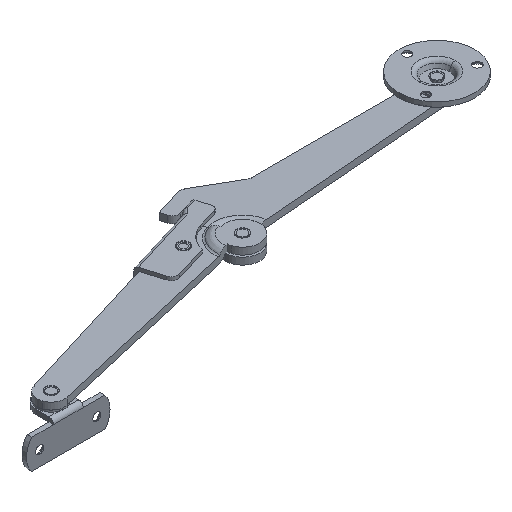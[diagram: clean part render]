
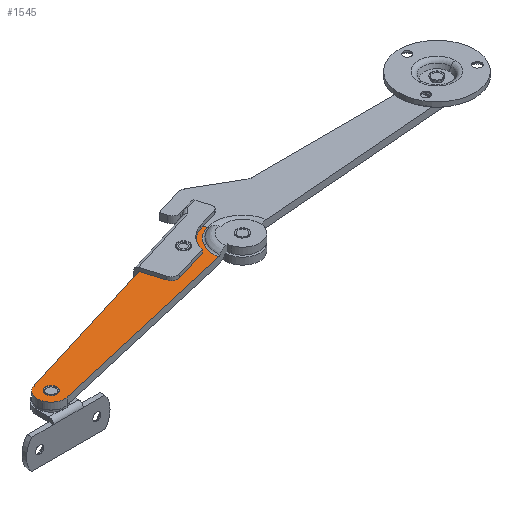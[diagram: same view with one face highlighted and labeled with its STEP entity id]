
A CAD part, isometric view. The second image highlights one B-rep face of the part: STEP entity #1545.
In plain terms, the highlighted planar face has unit normal (0, 0, 1).
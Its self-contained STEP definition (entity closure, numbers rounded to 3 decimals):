
#249 = VERTEX_POINT ( 'NONE', #2516 ) ;
#251 = VERTEX_POINT ( 'NONE', #2505 ) ;
#254 = EDGE_CURVE ( 'NONE', #249, #251, #2500, .T. ) ;
#537 = EDGE_CURVE ( 'NONE', #598, #599, #2969, .T. ) ;
#597 = VERTEX_POINT ( 'NONE', #3077 ) ;
#598 = VERTEX_POINT ( 'NONE', #3076 ) ;
#599 = VERTEX_POINT ( 'NONE', #3075 ) ;
#600 = VERTEX_POINT ( 'NONE', #3074 ) ;
#601 = EDGE_CURVE ( 'NONE', #600, #597, #3072, .T. ) ;
#1465 = VERTEX_POINT ( 'NONE', #4629 ) ;
#1499 = EDGE_CURVE ( 'NONE', #1520, #1500, #4733, .T. ) ;
#1500 = VERTEX_POINT ( 'NONE', #4729 ) ;
#1520 = VERTEX_POINT ( 'NONE', #4768 ) ;
#1522 = EDGE_CURVE ( 'NONE', #1520, #1465, #4766, .T. ) ;
#1528 = ORIENTED_EDGE ( 'NONE', *, *, #1566, .T. ) ;
#1529 = EDGE_LOOP ( 'NONE', ( #1530, #1532 ) ) ;
#1530 = ORIENTED_EDGE ( 'NONE', *, *, #537, .F. ) ;
#1532 = ORIENTED_EDGE ( 'NONE', *, *, #1533, .F. ) ;
#1533 = EDGE_CURVE ( 'NONE', #599, #598, #4753, .T. ) ;
#1534 = EDGE_LOOP ( 'NONE', ( #1535, #1539, #1541, #1542, #1605 ) ) ;
#1535 = ORIENTED_EDGE ( 'NONE', *, *, #1536, .F. ) ;
#1536 = EDGE_CURVE ( 'NONE', #1537, #1538, #4811, .T. ) ;
#1537 = VERTEX_POINT ( 'NONE', #4807 ) ;
#1538 = VERTEX_POINT ( 'NONE', #4806 ) ;
#1539 = ORIENTED_EDGE ( 'NONE', *, *, #1540, .F. ) ;
#1540 = EDGE_CURVE ( 'NONE', #251, #1537, #4805, .T. ) ;
#1541 = ORIENTED_EDGE ( 'NONE', *, *, #254, .F. ) ;
#1542 = ORIENTED_EDGE ( 'NONE', *, *, #1543, .F. ) ;
#1543 = EDGE_CURVE ( 'NONE', #1604, #249, #4800, .T. ) ;
#1545 = ADVANCED_FACE ( 'NONE', ( #4796, #4795, #4794 ), #4793, .T. ) ;
#1546 = ORIENTED_EDGE ( 'NONE', *, *, #1522, .F. ) ;
#1547 = ORIENTED_EDGE ( 'NONE', *, *, #1499, .T. ) ;
#1548 = ORIENTED_EDGE ( 'NONE', *, *, #1549, .T. ) ;
#1549 = EDGE_CURVE ( 'NONE', #1500, #1550, #4788, .T. ) ;
#1550 = VERTEX_POINT ( 'NONE', #4783 ) ;
#1551 = ORIENTED_EDGE ( 'NONE', *, *, #1552, .T. ) ;
#1552 = EDGE_CURVE ( 'NONE', #1550, #1553, #4782, .T. ) ;
#1553 = VERTEX_POINT ( 'NONE', #4842 ) ;
#1554 = ORIENTED_EDGE ( 'NONE', *, *, #1555, .T. ) ;
#1555 = EDGE_CURVE ( 'NONE', #1553, #600, #4841, .T. ) ;
#1556 = ORIENTED_EDGE ( 'NONE', *, *, #601, .T. ) ;
#1566 = EDGE_CURVE ( 'NONE', #597, #1465, #4832, .T. ) ;
#1568 = EDGE_LOOP ( 'NONE', ( #1546, #1547, #1548, #1551, #1554, #1556, #1528 ) ) ;
#1604 = VERTEX_POINT ( 'NONE', #4904 ) ;
#1605 = ORIENTED_EDGE ( 'NONE', *, *, #1606, .F. ) ;
#1606 = EDGE_CURVE ( 'NONE', #1538, #1604, #4902, .T. ) ;
#2496 = DIRECTION ( 'NONE',  ( -1., 0., 0. ) ) ;
#2497 = DIRECTION ( 'NONE',  ( 0., 0., 1. ) ) ;
#2498 = CARTESIAN_POINT ( 'NONE',  ( -28., 13., 3. ) ) ;
#2499 = AXIS2_PLACEMENT_3D ( 'NONE', #2498, #2497, #2496 ) ;
#2500 = CIRCLE ( 'NONE', #2499, 2. ) ;
#2505 = CARTESIAN_POINT ( 'NONE',  ( -30., 13., 3. ) ) ;
#2516 = CARTESIAN_POINT ( 'NONE',  ( -28., 15., 3. ) ) ;
#2965 = DIRECTION ( 'NONE',  ( 1., 0., 0. ) ) ;
#2966 = DIRECTION ( 'NONE',  ( 0., 0., 1. ) ) ;
#2967 = CARTESIAN_POINT ( 'NONE',  ( -100., 14., 3. ) ) ;
#2968 = AXIS2_PLACEMENT_3D ( 'NONE', #2967, #2966, #2965 ) ;
#2969 = CIRCLE ( 'NONE', #2968, 2.1 ) ;
#3068 = DIRECTION ( 'NONE',  ( 1., 0., 0. ) ) ;
#3069 = DIRECTION ( 'NONE',  ( 0., 0., 1. ) ) ;
#3070 = CARTESIAN_POINT ( 'NONE',  ( -100., 14., 3. ) ) ;
#3071 = AXIS2_PLACEMENT_3D ( 'NONE', #3070, #3069, #3068 ) ;
#3072 = CIRCLE ( 'NONE', #3071, 6. ) ;
#3074 = CARTESIAN_POINT ( 'NONE',  ( -106., 14., 3. ) ) ;
#3075 = CARTESIAN_POINT ( 'NONE',  ( -97.9, 14., 3. ) ) ;
#3076 = CARTESIAN_POINT ( 'NONE',  ( -102.1, 14., 3. ) ) ;
#3077 = CARTESIAN_POINT ( 'NONE',  ( -100.419, 8.015, 3. ) ) ;
#4629 = CARTESIAN_POINT ( 'NONE',  ( -12.266, 1.85, 3. ) ) ;
#4729 = CARTESIAN_POINT ( 'NONE',  ( 0., 18., 3. ) ) ;
#4730 = DIRECTION ( 'NONE',  ( 0., 1., 0. ) ) ;
#4731 = VECTOR ( 'NONE', #4730, 1000. ) ;
#4732 = CARTESIAN_POINT ( 'NONE',  ( 0., 7.5, 3. ) ) ;
#4733 = LINE ( 'NONE', #4732, #4731 ) ;
#4745 = DIRECTION ( 'NONE',  ( 1., 0., 0. ) ) ;
#4746 = DIRECTION ( 'NONE',  ( 0., 0., 1. ) ) ;
#4747 = CARTESIAN_POINT ( 'NONE',  ( -100., 14., 3. ) ) ;
#4748 = AXIS2_PLACEMENT_3D ( 'NONE', #4747, #4746, #4745 ) ;
#4753 = CIRCLE ( 'NONE', #4748, 2.1 ) ;
#4762 = DIRECTION ( 'NONE',  ( 1., 0., 0. ) ) ;
#4763 = DIRECTION ( 'NONE',  ( 0., 0., 1. ) ) ;
#4764 = CARTESIAN_POINT ( 'NONE',  ( 0., 0., 3. ) ) ;
#4765 = AXIS2_PLACEMENT_3D ( 'NONE', #4764, #4763, #4762 ) ;
#4766 = CIRCLE ( 'NONE', #4765, 12.404 ) ;
#4768 = CARTESIAN_POINT ( 'NONE',  ( 0., 12.404, 3. ) ) ;
#4779 = DIRECTION ( 'NONE',  ( -1., 0., 0. ) ) ;
#4780 = VECTOR ( 'NONE', #4779, 1000. ) ;
#4781 = CARTESIAN_POINT ( 'NONE',  ( -2., 20., 3. ) ) ;
#4782 = LINE ( 'NONE', #4781, #4780 ) ;
#4783 = CARTESIAN_POINT ( 'NONE',  ( -2., 20., 3. ) ) ;
#4784 = DIRECTION ( 'NONE',  ( 1., 0., 0. ) ) ;
#4785 = DIRECTION ( 'NONE',  ( 0., 0., 1. ) ) ;
#4786 = CARTESIAN_POINT ( 'NONE',  ( -2., 18., 3. ) ) ;
#4787 = AXIS2_PLACEMENT_3D ( 'NONE', #4786, #4785, #4784 ) ;
#4788 = CIRCLE ( 'NONE', #4787, 2. ) ;
#4789 = DIRECTION ( 'NONE',  ( 1., 0., 0. ) ) ;
#4790 = DIRECTION ( 'NONE',  ( 0., 0., 1. ) ) ;
#4791 = CARTESIAN_POINT ( 'NONE',  ( 0., 0., 3. ) ) ;
#4792 = AXIS2_PLACEMENT_3D ( 'NONE', #4791, #4790, #4789 ) ;
#4793 = PLANE ( 'NONE',  #4792 ) ;
#4794 = FACE_BOUND ( 'NONE', #1534, .T. ) ;
#4795 = FACE_BOUND ( 'NONE', #1529, .T. ) ;
#4796 = FACE_OUTER_BOUND ( 'NONE', #1568, .T. ) ;
#4797 = DIRECTION ( 'NONE',  ( -1., 0., 0. ) ) ;
#4798 = VECTOR ( 'NONE', #4797, 1000. ) ;
#4799 = CARTESIAN_POINT ( 'NONE',  ( -28., 15., 3. ) ) ;
#4800 = LINE ( 'NONE', #4799, #4798 ) ;
#4801 = DIRECTION ( 'NONE',  ( -1., 0., 0. ) ) ;
#4802 = DIRECTION ( 'NONE',  ( 0., 0., 1. ) ) ;
#4803 = CARTESIAN_POINT ( 'NONE',  ( -28., 13., 3. ) ) ;
#4804 = AXIS2_PLACEMENT_3D ( 'NONE', #4803, #4802, #4801 ) ;
#4805 = CIRCLE ( 'NONE', #4804, 2. ) ;
#4806 = CARTESIAN_POINT ( 'NONE',  ( -14., 11., 3. ) ) ;
#4807 = CARTESIAN_POINT ( 'NONE',  ( -28., 11., 3. ) ) ;
#4808 = DIRECTION ( 'NONE',  ( 1., 0., 0. ) ) ;
#4809 = VECTOR ( 'NONE', #4808, 1000. ) ;
#4810 = CARTESIAN_POINT ( 'NONE',  ( -14., 11., 3. ) ) ;
#4811 = LINE ( 'NONE', #4810, #4809 ) ;
#4829 = DIRECTION ( 'NONE',  ( 0.998, -0.07, 0. ) ) ;
#4830 = VECTOR ( 'NONE', #4829, 1000. ) ;
#4831 = CARTESIAN_POINT ( 'NONE',  ( -100.419, 8.015, 3. ) ) ;
#4832 = LINE ( 'NONE', #4831, #4830 ) ;
#4837 = DIRECTION ( 'NONE',  ( 1., 0., 0. ) ) ;
#4838 = DIRECTION ( 'NONE',  ( 0., 0., 1. ) ) ;
#4839 = CARTESIAN_POINT ( 'NONE',  ( -100., 14., 3. ) ) ;
#4840 = AXIS2_PLACEMENT_3D ( 'NONE', #4839, #4838, #4837 ) ;
#4841 = CIRCLE ( 'NONE', #4840, 6. ) ;
#4842 = CARTESIAN_POINT ( 'NONE',  ( -100., 20., 3. ) ) ;
#4898 = DIRECTION ( 'NONE',  ( -1., 0., 0. ) ) ;
#4899 = DIRECTION ( 'NONE',  ( 0., 0., 1. ) ) ;
#4900 = CARTESIAN_POINT ( 'NONE',  ( -14., 13., 3. ) ) ;
#4901 = AXIS2_PLACEMENT_3D ( 'NONE', #4900, #4899, #4898 ) ;
#4902 = CIRCLE ( 'NONE', #4901, 2. ) ;
#4904 = CARTESIAN_POINT ( 'NONE',  ( -14., 15., 3. ) ) ;
